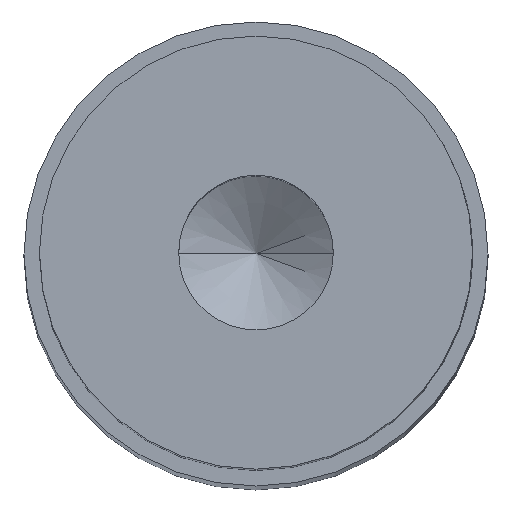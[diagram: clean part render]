
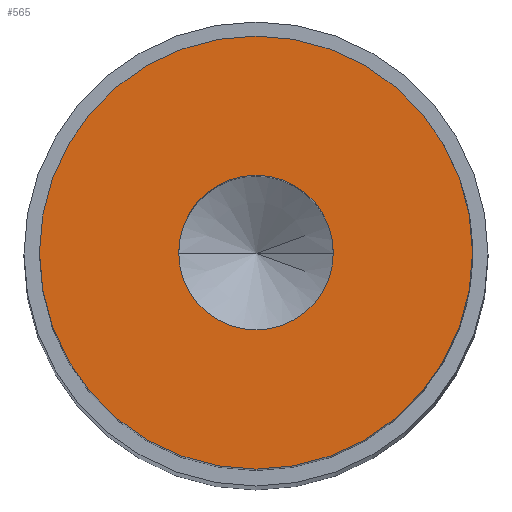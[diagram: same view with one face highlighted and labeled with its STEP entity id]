
A CAD part, top view. The second image highlights one B-rep face of the part: STEP entity #565.
In plain terms, the highlighted planar face has unit normal (0, 0, 1).
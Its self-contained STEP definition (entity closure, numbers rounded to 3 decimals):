
#31 = CARTESIAN_POINT ( 'NONE',  ( -7., 0., 160. ) ) ;
#83 = FACE_OUTER_BOUND ( 'NONE', #381, .T. ) ;
#92 = AXIS2_PLACEMENT_3D ( 'NONE', #244, #499, #891 ) ;
#105 = ORIENTED_EDGE ( 'NONE', *, *, #376, .T. ) ;
#139 = DIRECTION ( 'NONE',  ( 0., 0., 1. ) ) ;
#140 = DIRECTION ( 'NONE',  ( 1., 0., 0. ) ) ;
#152 = AXIS2_PLACEMENT_3D ( 'NONE', #541, #139, #289 ) ;
#161 = AXIS2_PLACEMENT_3D ( 'NONE', #753, #285, #140 ) ;
#176 = FACE_BOUND ( 'NONE', #640, .T. ) ;
#244 = CARTESIAN_POINT ( 'NONE',  ( 0., 0., 160. ) ) ;
#256 = PLANE ( 'NONE',  #92 ) ;
#268 = ORIENTED_EDGE ( 'NONE', *, *, #807, .F. ) ;
#276 = AXIS2_PLACEMENT_3D ( 'NONE', #597, #527, #833 ) ;
#285 = DIRECTION ( 'NONE',  ( 0., 0., 1. ) ) ;
#289 = DIRECTION ( 'NONE',  ( 1., 0., 0. ) ) ;
#341 = EDGE_CURVE ( 'NONE', #941, #437, #680, .T. ) ;
#349 = CIRCLE ( 'NONE', #276, 7. ) ;
#376 = EDGE_CURVE ( 'NONE', #568, #538, #349, .T. ) ;
#381 = EDGE_LOOP ( 'NONE', ( #791, #105 ) ) ;
#437 = VERTEX_POINT ( 'NONE', #446 ) ;
#446 = CARTESIAN_POINT ( 'NONE',  ( -2.5, 0., 160. ) ) ;
#451 = DIRECTION ( 'NONE',  ( 0., 0., 1. ) ) ;
#462 = CARTESIAN_POINT ( 'NONE',  ( 0., 0., 160. ) ) ;
#499 = DIRECTION ( 'NONE',  ( 0., 0., 1. ) ) ;
#527 = DIRECTION ( 'NONE',  ( 0., 0., 1. ) ) ;
#531 = CIRCLE ( 'NONE', #152, 7. ) ;
#538 = VERTEX_POINT ( 'NONE', #31 ) ;
#541 = CARTESIAN_POINT ( 'NONE',  ( 0., 0., 160. ) ) ;
#548 = DIRECTION ( 'NONE',  ( 1., 0., 0. ) ) ;
#565 = ADVANCED_FACE ( 'NONE', ( #176, #83 ), #256, .T. ) ;
#568 = VERTEX_POINT ( 'NONE', #876 ) ;
#593 = CIRCLE ( 'NONE', #633, 2.5 ) ;
#597 = CARTESIAN_POINT ( 'NONE',  ( 0., 0., 160. ) ) ;
#633 = AXIS2_PLACEMENT_3D ( 'NONE', #462, #451, #548 ) ;
#640 = EDGE_LOOP ( 'NONE', ( #905, #268 ) ) ;
#680 = CIRCLE ( 'NONE', #161, 2.5 ) ;
#723 = CARTESIAN_POINT ( 'NONE',  ( 2.5, 0., 160. ) ) ;
#753 = CARTESIAN_POINT ( 'NONE',  ( 0., 0., 160. ) ) ;
#760 = EDGE_CURVE ( 'NONE', #538, #568, #531, .T. ) ;
#791 = ORIENTED_EDGE ( 'NONE', *, *, #760, .T. ) ;
#807 = EDGE_CURVE ( 'NONE', #437, #941, #593, .T. ) ;
#833 = DIRECTION ( 'NONE',  ( 1., 0., 0. ) ) ;
#876 = CARTESIAN_POINT ( 'NONE',  ( 7., 0., 160. ) ) ;
#891 = DIRECTION ( 'NONE',  ( 1., 0., 0. ) ) ;
#905 = ORIENTED_EDGE ( 'NONE', *, *, #341, .F. ) ;
#941 = VERTEX_POINT ( 'NONE', #723 ) ;
